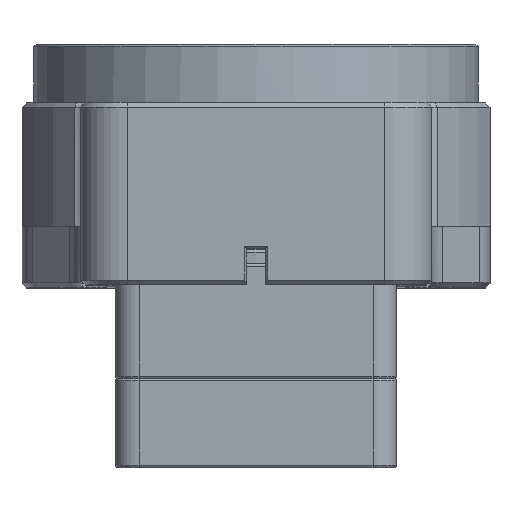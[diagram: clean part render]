
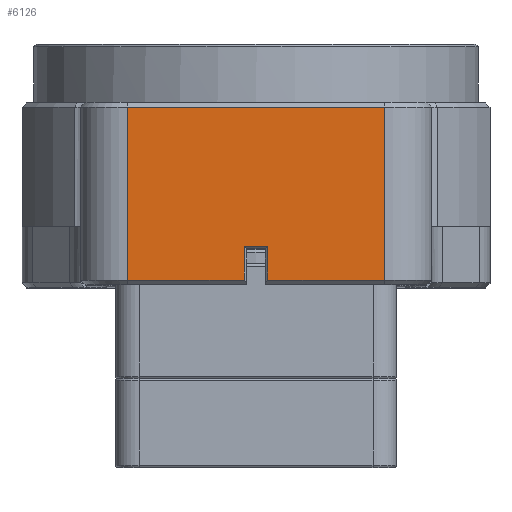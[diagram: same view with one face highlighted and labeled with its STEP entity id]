
A CAD part, top view. The second image highlights one B-rep face of the part: STEP entity #6126.
In plain terms, the highlighted planar face has unit normal (0, 0, 1).
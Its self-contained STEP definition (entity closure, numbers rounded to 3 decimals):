
#1213 = DIRECTION ( 'NONE',  ( 1., 0., 0. ) ) ;
#1219 = CARTESIAN_POINT ( 'NONE',  ( -27.5, 1.5, 85. ) ) ;
#1265 = LINE ( 'NONE', #1219, #4126 ) ;
#1733 = VERTEX_POINT ( 'NONE', #7730 ) ;
#2943 = ORIENTED_EDGE ( 'NONE', *, *, #28217, .T. ) ;
#3054 = ORIENTED_EDGE ( 'NONE', *, *, #36778, .T. ) ;
#3099 = ORIENTED_EDGE ( 'NONE', *, *, #27371, .T. ) ;
#3162 = ORIENTED_EDGE ( 'NONE', *, *, #22513, .T. ) ;
#3291 = ORIENTED_EDGE ( 'NONE', *, *, #33083, .T. ) ;
#3354 = ORIENTED_EDGE ( 'NONE', *, *, #11869, .F. ) ;
#3441 = ORIENTED_EDGE ( 'NONE', *, *, #5087, .T. ) ;
#3483 = ORIENTED_EDGE ( 'NONE', *, *, #13965, .T. ) ;
#3887 = VERTEX_POINT ( 'NONE', #23836 ) ;
#4126 = VECTOR ( 'NONE', #1213, 1000. ) ;
#4290 = VECTOR ( 'NONE', #8846, 1000. ) ;
#4594 = VECTOR ( 'NONE', #4884, 1000. ) ;
#4884 = DIRECTION ( 'NONE',  ( 0., -1., 0. ) ) ;
#4893 = CARTESIAN_POINT ( 'NONE',  ( 2.5, 39.5, 85. ) ) ;
#4930 = LINE ( 'NONE', #4893, #4594 ) ;
#5087 = EDGE_CURVE ( 'NONE', #13971, #1733, #11206, .T. ) ;
#6126 = ADVANCED_FACE ( 'NONE', ( #36392 ), #36356, .F. ) ;
#7730 = CARTESIAN_POINT ( 'NONE',  ( -27.5, 38.5, 85. ) ) ;
#8846 = DIRECTION ( 'NONE',  ( 0., -1., 0. ) ) ;
#8851 = CARTESIAN_POINT ( 'NONE',  ( 27.5, 39.5, 85. ) ) ;
#8888 = LINE ( 'NONE', #8851, #4290 ) ;
#9862 = CARTESIAN_POINT ( 'NONE',  ( -2.5, 1.5, 85. ) ) ;
#11072 = DIRECTION ( 'NONE',  ( -1., 0., 0. ) ) ;
#11075 = CARTESIAN_POINT ( 'NONE',  ( -27.5, 38.5, 85. ) ) ;
#11206 = LINE ( 'NONE', #11075, #13922 ) ;
#11869 = EDGE_CURVE ( 'NONE', #13971, #18046, #8888, .T. ) ;
#12240 = VECTOR ( 'NONE', #19240, 1000. ) ;
#13922 = VECTOR ( 'NONE', #11072, 1000. ) ;
#13965 = EDGE_CURVE ( 'NONE', #1733, #29270, #21337, .T. ) ;
#13971 = VERTEX_POINT ( 'NONE', #21268 ) ;
#15725 = CARTESIAN_POINT ( 'NONE',  ( -27.5, 1.5, 85. ) ) ;
#17216 = VERTEX_POINT ( 'NONE', #26401 ) ;
#18046 = VERTEX_POINT ( 'NONE', #18164 ) ;
#18164 = CARTESIAN_POINT ( 'NONE',  ( 27.5, 1.5, 85. ) ) ;
#18813 = DIRECTION ( 'NONE',  ( 1., 0., 0. ) ) ;
#18864 = CARTESIAN_POINT ( 'NONE',  ( 2., 8.7, 85. ) ) ;
#18869 = LINE ( 'NONE', #18864, #27063 ) ;
#19240 = DIRECTION ( 'NONE',  ( 0., 1., 0. ) ) ;
#19330 = CARTESIAN_POINT ( 'NONE',  ( -2.5, 39.5, 85. ) ) ;
#19423 = LINE ( 'NONE', #19330, #12240 ) ;
#21268 = CARTESIAN_POINT ( 'NONE',  ( 27.5, 38.5, 85. ) ) ;
#21273 = DIRECTION ( 'NONE',  ( 0., -1., 0. ) ) ;
#21321 = CARTESIAN_POINT ( 'NONE',  ( -27.5, 39.5, 85. ) ) ;
#21337 = LINE ( 'NONE', #21321, #28139 ) ;
#22035 = CARTESIAN_POINT ( 'NONE',  ( -2.5, 8.7, 85. ) ) ;
#22513 = EDGE_CURVE ( 'NONE', #17216, #3887, #4930, .T. ) ;
#23836 = CARTESIAN_POINT ( 'NONE',  ( 2.5, 1.5, 85. ) ) ;
#23960 = VERTEX_POINT ( 'NONE', #9862 ) ;
#24410 = AXIS2_PLACEMENT_3D ( 'NONE', #36352, #36313, #36309 ) ;
#26401 = CARTESIAN_POINT ( 'NONE',  ( 2.5, 8.7, 85. ) ) ;
#27063 = VECTOR ( 'NONE', #18813, 1000. ) ;
#27280 = VERTEX_POINT ( 'NONE', #22035 ) ;
#27371 = EDGE_CURVE ( 'NONE', #27280, #17216, #18869, .T. ) ;
#28139 = VECTOR ( 'NONE', #21273, 1000. ) ;
#28217 = EDGE_CURVE ( 'NONE', #29270, #23960, #37558, .T. ) ;
#29270 = VERTEX_POINT ( 'NONE', #15725 ) ;
#30700 = VECTOR ( 'NONE', #37458, 1000. ) ;
#33083 = EDGE_CURVE ( 'NONE', #3887, #18046, #1265, .T. ) ;
#36309 = DIRECTION ( 'NONE',  ( -1., 0., 0. ) ) ;
#36313 = DIRECTION ( 'NONE',  ( 0., 0., -1. ) ) ;
#36352 = CARTESIAN_POINT ( 'NONE',  ( -27.5, 39.5, 85. ) ) ;
#36356 = PLANE ( 'NONE',  #24410 ) ;
#36392 = FACE_OUTER_BOUND ( 'NONE', #36816, .T. ) ;
#36778 = EDGE_CURVE ( 'NONE', #23960, #27280, #19423, .T. ) ;
#36816 = EDGE_LOOP ( 'NONE', ( #2943, #3054, #3099, #3162, #3291, #3354, #3441, #3483 ) ) ;
#37458 = DIRECTION ( 'NONE',  ( 1., 0., 0. ) ) ;
#37510 = CARTESIAN_POINT ( 'NONE',  ( -27.5, 1.5, 85. ) ) ;
#37558 = LINE ( 'NONE', #37510, #30700 ) ;
